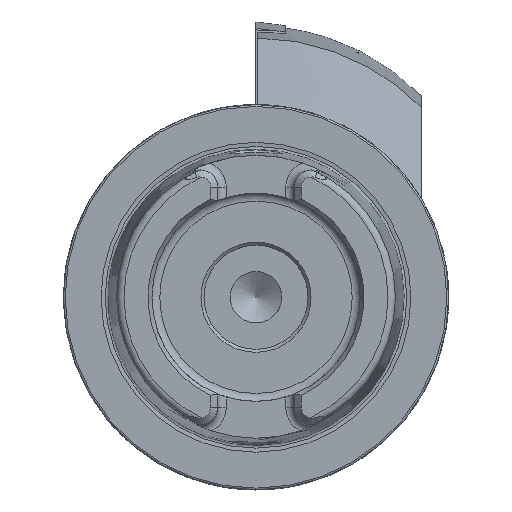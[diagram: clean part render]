
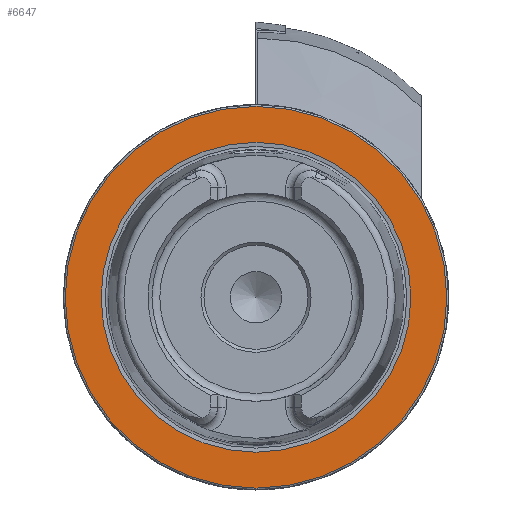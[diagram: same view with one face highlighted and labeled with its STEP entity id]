
A CAD part, left-side view. The second image highlights one B-rep face of the part: STEP entity #6647.
In plain terms, the highlighted planar face has unit normal (-1, 0, 0).
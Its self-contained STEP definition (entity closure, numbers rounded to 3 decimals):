
#540 = VERTEX_POINT ( 'NONE', #3389 ) ;
#2008 = EDGE_LOOP ( 'NONE', ( #4722 ) ) ;
#2043 = EDGE_LOOP ( 'NONE', ( #5310 ) ) ;
#2392 = CIRCLE ( 'NONE', #6871, 31.2 ) ;
#2971 = CARTESIAN_POINT ( 'NONE',  ( 0., 31.2, 0. ) ) ;
#3289 = CARTESIAN_POINT ( 'NONE',  ( 0., 0., 25.324 ) ) ;
#3389 = CARTESIAN_POINT ( 'NONE',  ( 0., 0., 31.2 ) ) ;
#3577 = CIRCLE ( 'NONE', #4616, 25.324 ) ;
#4012 = EDGE_CURVE ( 'NONE', #540, #540, #2392, .T. ) ;
#4083 = CARTESIAN_POINT ( 'NONE',  ( 0., 0., 0. ) ) ;
#4509 = DIRECTION ( 'NONE',  ( 0., 0., -1. ) ) ;
#4616 = AXIS2_PLACEMENT_3D ( 'NONE', #4083, #7818, #8628 ) ;
#4722 = ORIENTED_EDGE ( 'NONE', *, *, #8133, .F. ) ;
#5310 = ORIENTED_EDGE ( 'NONE', *, *, #4012, .T. ) ;
#5898 = FACE_BOUND ( 'NONE', #2008, .T. ) ;
#6130 = PLANE ( 'NONE',  #6636 ) ;
#6636 = AXIS2_PLACEMENT_3D ( 'NONE', #2971, #8337, #4509 ) ;
#6647 = ADVANCED_FACE ( 'NONE', ( #5898, #9833 ), #6130, .F. ) ;
#6871 = AXIS2_PLACEMENT_3D ( 'NONE', #8648, #7071, #8677 ) ;
#7071 = DIRECTION ( 'NONE',  ( -1., 0., 0. ) ) ;
#7818 = DIRECTION ( 'NONE',  ( -1., 0., 0. ) ) ;
#8133 = EDGE_CURVE ( 'NONE', #8884, #8884, #3577, .T. ) ;
#8337 = DIRECTION ( 'NONE',  ( 1., 0., 0. ) ) ;
#8628 = DIRECTION ( 'NONE',  ( 0., 0., 1. ) ) ;
#8648 = CARTESIAN_POINT ( 'NONE',  ( 0., 0., 0. ) ) ;
#8677 = DIRECTION ( 'NONE',  ( 0., 0., 1. ) ) ;
#8884 = VERTEX_POINT ( 'NONE', #3289 ) ;
#9833 = FACE_OUTER_BOUND ( 'NONE', #2043, .T. ) ;
